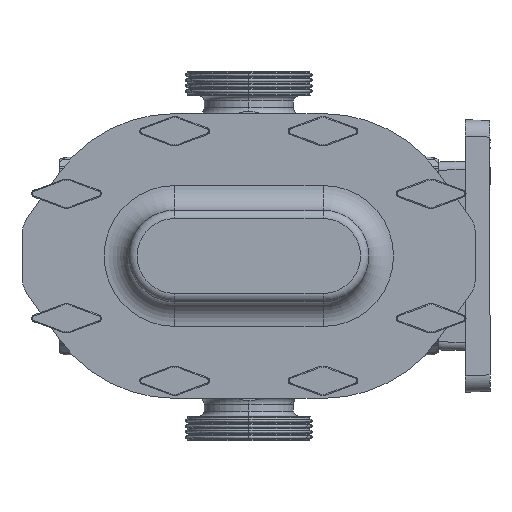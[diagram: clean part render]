
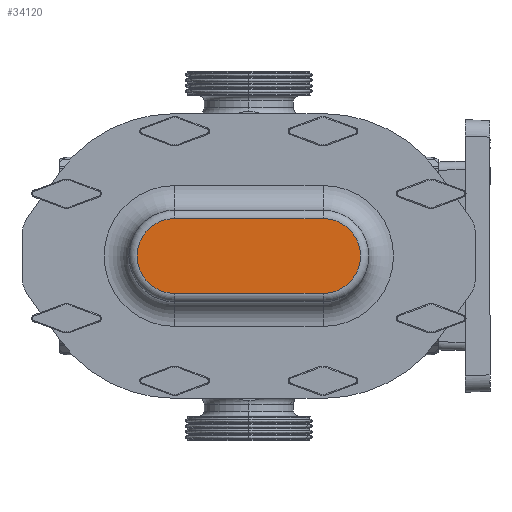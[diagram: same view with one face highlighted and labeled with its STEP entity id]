
A CAD part, left-side view. The second image highlights one B-rep face of the part: STEP entity #34120.
In plain terms, the highlighted planar face has unit normal (-1, 0, 0).
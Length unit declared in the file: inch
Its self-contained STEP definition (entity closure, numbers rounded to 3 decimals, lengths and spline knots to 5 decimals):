
#954 = ORIENTED_EDGE ( 'NONE', *, *, #18715, .T. ) ;
#1875 = FACE_OUTER_BOUND ( 'NONE', #5570, .T. ) ;
#1901 = VECTOR ( 'NONE', #29170, 39.37008 ) ;
#3684 = LINE ( 'NONE', #25600, #1901 ) ;
#4011 = VERTEX_POINT ( 'NONE', #10832 ) ;
#5019 = AXIS2_PLACEMENT_3D ( 'NONE', #37699, #40450, #37290 ) ;
#5570 = EDGE_LOOP ( 'NONE', ( #27534, #954, #31963, #10365 ) ) ;
#5655 = CARTESIAN_POINT ( 'NONE',  ( -2.21, 2.25, 1.135 ) ) ;
#9421 = CARTESIAN_POINT ( 'NONE',  ( -2.21, 2.25, -1.135 ) ) ;
#10365 = ORIENTED_EDGE ( 'NONE', *, *, #18296, .T. ) ;
#10418 = EDGE_CURVE ( 'NONE', #27677, #4011, #3684, .T. ) ;
#10832 = CARTESIAN_POINT ( 'NONE',  ( -2.21, -2.25, -1.135 ) ) ;
#11692 = VERTEX_POINT ( 'NONE', #33959 ) ;
#12990 = CARTESIAN_POINT ( 'NONE',  ( -2.21, -2.25, 0. ) ) ;
#16470 = DIRECTION ( 'NONE',  ( 0., 0., 1. ) ) ;
#17440 = AXIS2_PLACEMENT_3D ( 'NONE', #26352, #19403, #16470 ) ;
#18134 = AXIS2_PLACEMENT_3D ( 'NONE', #12990, #26040, #23082 ) ;
#18296 = EDGE_CURVE ( 'NONE', #4011, #11692, #38984, .T. ) ;
#18715 = EDGE_CURVE ( 'NONE', #36186, #27677, #34247, .T. ) ;
#19403 = DIRECTION ( 'NONE',  ( -1., 0., 0. ) ) ;
#20986 = CARTESIAN_POINT ( 'NONE',  ( -2.21, 2.25, 1.135 ) ) ;
#21659 = DIRECTION ( 'NONE',  ( 0., 1., 0. ) ) ;
#23082 = DIRECTION ( 'NONE',  ( 0., 0., 1. ) ) ;
#25600 = CARTESIAN_POINT ( 'NONE',  ( -2.21, -2.25, -1.135 ) ) ;
#26040 = DIRECTION ( 'NONE',  ( -1., 0., 0. ) ) ;
#26352 = CARTESIAN_POINT ( 'NONE',  ( -2.21, 2.25, 0. ) ) ;
#27534 = ORIENTED_EDGE ( 'NONE', *, *, #33172, .T. ) ;
#27576 = PLANE ( 'NONE',  #5019 ) ;
#27677 = VERTEX_POINT ( 'NONE', #9421 ) ;
#29170 = DIRECTION ( 'NONE',  ( 0., -1., 0. ) ) ;
#31963 = ORIENTED_EDGE ( 'NONE', *, *, #10418, .T. ) ;
#33172 = EDGE_CURVE ( 'NONE', #11692, #36186, #41271, .T. ) ;
#33959 = CARTESIAN_POINT ( 'NONE',  ( -2.21, -2.25, 1.135 ) ) ;
#34120 = ADVANCED_FACE ( 'NONE', ( #1875 ), #27576, .T. ) ;
#34247 = CIRCLE ( 'NONE', #17440, 1.135 ) ;
#36186 = VERTEX_POINT ( 'NONE', #20986 ) ;
#37290 = DIRECTION ( 'NONE',  ( 0., 0., 1. ) ) ;
#37699 = CARTESIAN_POINT ( 'NONE',  ( -2.21, 2.25, 0. ) ) ;
#38984 = CIRCLE ( 'NONE', #18134, 1.135 ) ;
#40450 = DIRECTION ( 'NONE',  ( -1., 0., 0. ) ) ;
#41271 = LINE ( 'NONE', #5655, #41339 ) ;
#41339 = VECTOR ( 'NONE', #21659, 39.37008 ) ;
